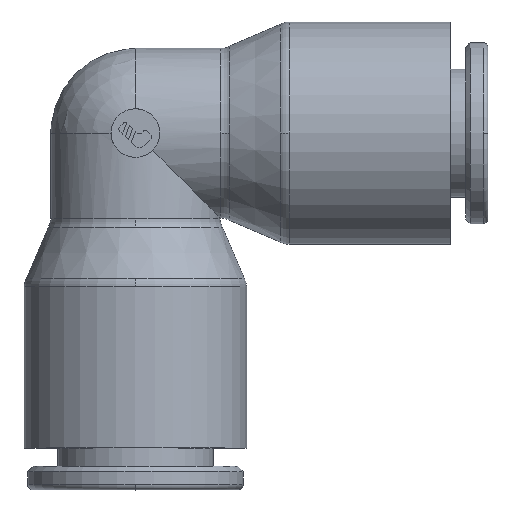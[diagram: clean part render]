
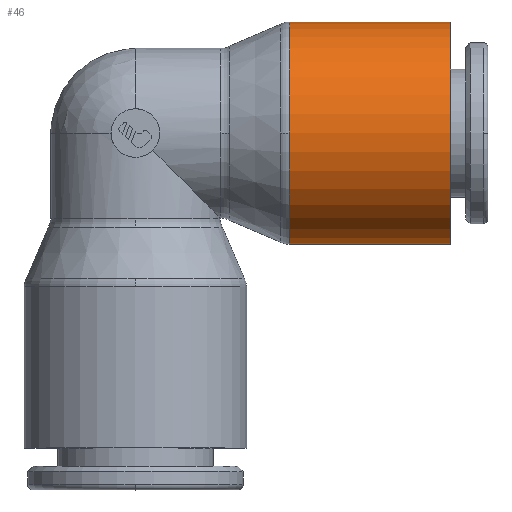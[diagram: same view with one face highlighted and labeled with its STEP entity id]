
A CAD part, top view. The second image highlights one B-rep face of the part: STEP entity #46.
In plain terms, the highlighted cylindrical face has radius 8 mm (diameter 16 mm), a partial arc.
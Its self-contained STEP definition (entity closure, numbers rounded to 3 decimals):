
#46=ADVANCED_FACE('',(#121),#122,.T.);
#121=FACE_OUTER_BOUND('',#278,.T.);
#122=CYLINDRICAL_SURFACE('',#279,8.0);
#278=EDGE_LOOP('',(#435,#436,#437,#438,#439));
#279=AXIS2_PLACEMENT_3D('',#440,#441,#442);
#435=ORIENTED_EDGE('',*,*,#1037,.F.);
#436=ORIENTED_EDGE('',*,*,#1038,.T.);
#437=ORIENTED_EDGE('',*,*,#1039,.T.);
#438=ORIENTED_EDGE('',*,*,#1040,.F.);
#439=ORIENTED_EDGE('',*,*,#1041,.F.);
#440=CARTESIAN_POINT('',(-5.8,0.0,0.0));
#441=DIRECTION('',(1.0,0.0,0.0));
#442=DIRECTION('',(0.0,1.0,0.0));
#1037=EDGE_CURVE('',#1227,#1228,#1229,.T.);
#1038=EDGE_CURVE('',#1227,#1230,#1231,.T.);
#1039=EDGE_CURVE('',#1230,#1232,#1233,.T.);
#1040=EDGE_CURVE('',#1234,#1232,#1235,.T.);
#1041=EDGE_CURVE('',#1228,#1234,#1236,.T.);
#1227=VERTEX_POINT('',#1542);
#1228=VERTEX_POINT('',#1543);
#1229=LINE('',#1544,#1545);
#1230=VERTEX_POINT('',#1546);
#1231=CIRCLE('',#1547,8.0);
#1232=VERTEX_POINT('',#1548);
#1233=CIRCLE('',#1549,8.0);
#1234=VERTEX_POINT('',#1550);
#1235=LINE('',#1551,#1552);
#1236=CIRCLE('',#1553,8.0);
#1542=CARTESIAN_POINT('',(-11.6,8.0,0.0));
#1543=CARTESIAN_POINT('',(0.,8.0,0.0));
#1544=CARTESIAN_POINT('',(-5.8,8.0,0.));
#1545=VECTOR('',#2162,1.0);
#1546=CARTESIAN_POINT('',(-11.6,0.,8.0));
#1547=AXIS2_PLACEMENT_3D('',#2163,#2164,#2165);
#1548=CARTESIAN_POINT('',(-11.6,-8.0,0.));
#1549=AXIS2_PLACEMENT_3D('',#2166,#2167,#2168);
#1550=CARTESIAN_POINT('',(0.,-8.0,0.));
#1551=CARTESIAN_POINT('',(-5.8,-8.0,0.));
#1552=VECTOR('',#2169,1.0);
#1553=AXIS2_PLACEMENT_3D('',#2170,#2171,#2172);
#2162=DIRECTION('',(1.0,0.0,0.0));
#2163=CARTESIAN_POINT('',(-11.6,0.0,0.0));
#2164=DIRECTION('',(1.0,0.0,0.0));
#2165=DIRECTION('',(0.0,1.0,0.0));
#2166=CARTESIAN_POINT('',(-11.6,0.0,0.0));
#2167=DIRECTION('',(1.0,0.0,0.0));
#2168=DIRECTION('',(0.0,1.0,0.0));
#2169=DIRECTION('',(-1.0,-0.0,-0.0));
#2170=CARTESIAN_POINT('',(0.,0.0,0.0));
#2171=DIRECTION('',(1.0,0.0,0.0));
#2172=DIRECTION('',(0.0,1.0,0.0));
